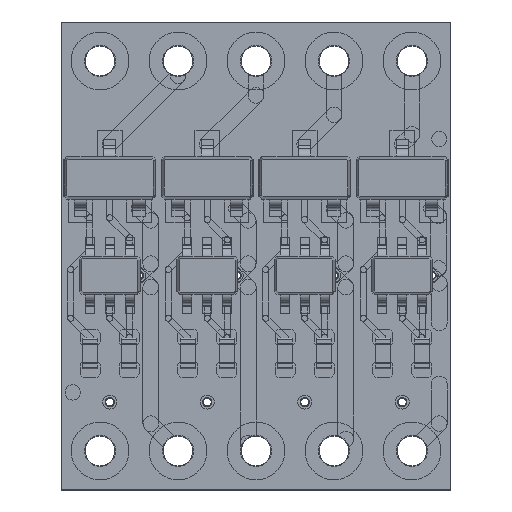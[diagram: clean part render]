
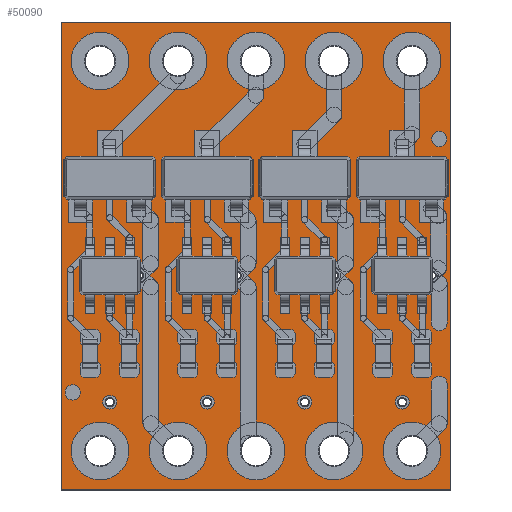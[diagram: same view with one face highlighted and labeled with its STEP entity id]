
A CAD part, top view. The second image highlights one B-rep face of the part: STEP entity #50090.
In plain terms, the highlighted planar face has unit normal (0, 0, 1).
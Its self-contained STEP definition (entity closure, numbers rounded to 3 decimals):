
#49736 = VERTEX_POINT('',#49737);
#49737 = CARTESIAN_POINT('',(12.7,0.,1.6));
#49743 = EDGE_CURVE('',#49736,#49744,#49746,.T.);
#49744 = VERTEX_POINT('',#49745);
#49745 = CARTESIAN_POINT('',(0.,0.,1.6));
#49746 = LINE('',#49747,#49748);
#49747 = CARTESIAN_POINT('',(12.7,0.,1.6));
#49748 = VECTOR('',#49749,1.);
#49749 = DIRECTION('',(-1.,0.,0.));
#49776 = VERTEX_POINT('',#49777);
#49777 = CARTESIAN_POINT('',(12.7,15.24,1.6));
#49783 = EDGE_CURVE('',#49776,#49736,#49784,.T.);
#49784 = LINE('',#49785,#49786);
#49785 = CARTESIAN_POINT('',(12.7,15.24,1.6));
#49786 = VECTOR('',#49787,1.);
#49787 = DIRECTION('',(0.,-1.,0.));
#49805 = EDGE_CURVE('',#49744,#49806,#49808,.T.);
#49806 = VERTEX_POINT('',#49807);
#49807 = CARTESIAN_POINT('',(0.,15.24,1.6));
#49808 = LINE('',#49809,#49810);
#49809 = CARTESIAN_POINT('',(0.,0.,1.6));
#49810 = VECTOR('',#49811,1.);
#49811 = DIRECTION('',(0.,1.,0.));
#50090 = ADVANCED_FACE('',(#50091,#50102,#50113,#50124,#50135,#50146,
    #50157,#50168,#50179,#50190,#50201,#50212,#50223,#50234,#50245,
    #50256,#50267,#50278,#50289,#50300,#50311,#50322,#50333),#50344,.F.
  );
#50091 = FACE_BOUND('',#50092,.F.);
#50092 = EDGE_LOOP('',(#50093,#50094,#50095,#50101));
#50093 = ORIENTED_EDGE('',*,*,#49743,.T.);
#50094 = ORIENTED_EDGE('',*,*,#49805,.T.);
#50095 = ORIENTED_EDGE('',*,*,#50096,.T.);
#50096 = EDGE_CURVE('',#49806,#49776,#50097,.T.);
#50097 = LINE('',#50098,#50099);
#50098 = CARTESIAN_POINT('',(0.,15.24,1.6));
#50099 = VECTOR('',#50100,1.);
#50100 = DIRECTION('',(1.,0.,0.));
#50101 = ORIENTED_EDGE('',*,*,#49783,.T.);
#50102 = FACE_BOUND('',#50103,.F.);
#50103 = EDGE_LOOP('',(#50104));
#50104 = ORIENTED_EDGE('',*,*,#50105,.F.);
#50105 = EDGE_CURVE('',#50106,#50106,#50108,.T.);
#50106 = VERTEX_POINT('',#50107);
#50107 = CARTESIAN_POINT('',(11.43,0.762,1.6));
#50108 = CIRCLE('',#50109,0.508);
#50109 = AXIS2_PLACEMENT_3D('',#50110,#50111,#50112);
#50110 = CARTESIAN_POINT('',(11.43,1.27,1.6));
#50111 = DIRECTION('',(-0.,0.,-1.));
#50112 = DIRECTION('',(-0.,-1.,0.));
#50113 = FACE_BOUND('',#50114,.F.);
#50114 = EDGE_LOOP('',(#50115));
#50115 = ORIENTED_EDGE('',*,*,#50116,.F.);
#50116 = EDGE_CURVE('',#50117,#50117,#50119,.T.);
#50117 = VERTEX_POINT('',#50118);
#50118 = CARTESIAN_POINT('',(11.113,2.708,1.6));
#50119 = CIRCLE('',#50120,0.15);
#50120 = AXIS2_PLACEMENT_3D('',#50121,#50122,#50123);
#50121 = CARTESIAN_POINT('',(11.113,2.858,1.6));
#50122 = DIRECTION('',(-0.,0.,-1.));
#50123 = DIRECTION('',(-0.,-1.,0.));
#50124 = FACE_BOUND('',#50125,.F.);
#50125 = EDGE_LOOP('',(#50126));
#50126 = ORIENTED_EDGE('',*,*,#50127,.F.);
#50127 = EDGE_CURVE('',#50128,#50128,#50130,.T.);
#50128 = VERTEX_POINT('',#50129);
#50129 = CARTESIAN_POINT('',(8.89,0.762,1.6));
#50130 = CIRCLE('',#50131,0.508);
#50131 = AXIS2_PLACEMENT_3D('',#50132,#50133,#50134);
#50132 = CARTESIAN_POINT('',(8.89,1.27,1.6));
#50133 = DIRECTION('',(-0.,0.,-1.));
#50134 = DIRECTION('',(-0.,-1.,0.));
#50135 = FACE_BOUND('',#50136,.F.);
#50136 = EDGE_LOOP('',(#50137));
#50137 = ORIENTED_EDGE('',*,*,#50138,.F.);
#50138 = EDGE_CURVE('',#50139,#50139,#50141,.T.);
#50139 = VERTEX_POINT('',#50140);
#50140 = CARTESIAN_POINT('',(7.938,2.708,1.6));
#50141 = CIRCLE('',#50142,0.15);
#50142 = AXIS2_PLACEMENT_3D('',#50143,#50144,#50145);
#50143 = CARTESIAN_POINT('',(7.938,2.858,1.6));
#50144 = DIRECTION('',(-0.,0.,-1.));
#50145 = DIRECTION('',(-0.,-1.,0.));
#50146 = FACE_BOUND('',#50147,.F.);
#50147 = EDGE_LOOP('',(#50148));
#50148 = ORIENTED_EDGE('',*,*,#50149,.F.);
#50149 = EDGE_CURVE('',#50150,#50150,#50152,.T.);
#50150 = VERTEX_POINT('',#50151);
#50151 = CARTESIAN_POINT('',(12.065,6.835,1.6));
#50152 = CIRCLE('',#50153,0.15);
#50153 = AXIS2_PLACEMENT_3D('',#50154,#50155,#50156);
#50154 = CARTESIAN_POINT('',(12.065,6.985,1.6));
#50155 = DIRECTION('',(-0.,0.,-1.));
#50156 = DIRECTION('',(-0.,-1.,0.));
#50157 = FACE_BOUND('',#50158,.F.);
#50158 = EDGE_LOOP('',(#50159));
#50159 = ORIENTED_EDGE('',*,*,#50160,.F.);
#50160 = EDGE_CURVE('',#50161,#50161,#50163,.T.);
#50161 = VERTEX_POINT('',#50162);
#50162 = CARTESIAN_POINT('',(10.478,6.835,1.6));
#50163 = CIRCLE('',#50164,0.15);
#50164 = AXIS2_PLACEMENT_3D('',#50165,#50166,#50167);
#50165 = CARTESIAN_POINT('',(10.478,6.985,1.6));
#50166 = DIRECTION('',(-0.,0.,-1.));
#50167 = DIRECTION('',(-0.,-1.,0.));
#50168 = FACE_BOUND('',#50169,.F.);
#50169 = EDGE_LOOP('',(#50170));
#50170 = ORIENTED_EDGE('',*,*,#50171,.F.);
#50171 = EDGE_CURVE('',#50172,#50172,#50174,.T.);
#50172 = VERTEX_POINT('',#50173);
#50173 = CARTESIAN_POINT('',(8.89,6.835,1.6));
#50174 = CIRCLE('',#50175,0.15);
#50175 = AXIS2_PLACEMENT_3D('',#50176,#50177,#50178);
#50176 = CARTESIAN_POINT('',(8.89,6.985,1.6));
#50177 = DIRECTION('',(-0.,0.,-1.));
#50178 = DIRECTION('',(-0.,-1.,0.));
#50179 = FACE_BOUND('',#50180,.F.);
#50180 = EDGE_LOOP('',(#50181));
#50181 = ORIENTED_EDGE('',*,*,#50182,.F.);
#50182 = EDGE_CURVE('',#50183,#50183,#50185,.T.);
#50183 = VERTEX_POINT('',#50184);
#50184 = CARTESIAN_POINT('',(7.303,6.835,1.6));
#50185 = CIRCLE('',#50186,0.15);
#50186 = AXIS2_PLACEMENT_3D('',#50187,#50188,#50189);
#50187 = CARTESIAN_POINT('',(7.303,6.985,1.6));
#50188 = DIRECTION('',(-0.,0.,-1.));
#50189 = DIRECTION('',(-0.,-1.,0.));
#50190 = FACE_BOUND('',#50191,.F.);
#50191 = EDGE_LOOP('',(#50192));
#50192 = ORIENTED_EDGE('',*,*,#50193,.F.);
#50193 = EDGE_CURVE('',#50194,#50194,#50196,.T.);
#50194 = VERTEX_POINT('',#50195);
#50195 = CARTESIAN_POINT('',(6.35,0.762,1.6));
#50196 = CIRCLE('',#50197,0.508);
#50197 = AXIS2_PLACEMENT_3D('',#50198,#50199,#50200);
#50198 = CARTESIAN_POINT('',(6.35,1.27,1.6));
#50199 = DIRECTION('',(-0.,0.,-1.));
#50200 = DIRECTION('',(-0.,-1.,0.));
#50201 = FACE_BOUND('',#50202,.F.);
#50202 = EDGE_LOOP('',(#50203));
#50203 = ORIENTED_EDGE('',*,*,#50204,.F.);
#50204 = EDGE_CURVE('',#50205,#50205,#50207,.T.);
#50205 = VERTEX_POINT('',#50206);
#50206 = CARTESIAN_POINT('',(3.81,0.762,1.6));
#50207 = CIRCLE('',#50208,0.508);
#50208 = AXIS2_PLACEMENT_3D('',#50209,#50210,#50211);
#50209 = CARTESIAN_POINT('',(3.81,1.27,1.6));
#50210 = DIRECTION('',(-0.,0.,-1.));
#50211 = DIRECTION('',(0.,-1.,-0.));
#50212 = FACE_BOUND('',#50213,.F.);
#50213 = EDGE_LOOP('',(#50214));
#50214 = ORIENTED_EDGE('',*,*,#50215,.F.);
#50215 = EDGE_CURVE('',#50216,#50216,#50218,.T.);
#50216 = VERTEX_POINT('',#50217);
#50217 = CARTESIAN_POINT('',(4.763,2.708,1.6));
#50218 = CIRCLE('',#50219,0.15);
#50219 = AXIS2_PLACEMENT_3D('',#50220,#50221,#50222);
#50220 = CARTESIAN_POINT('',(4.763,2.858,1.6));
#50221 = DIRECTION('',(-0.,0.,-1.));
#50222 = DIRECTION('',(0.,-1.,-0.));
#50223 = FACE_BOUND('',#50224,.F.);
#50224 = EDGE_LOOP('',(#50225));
#50225 = ORIENTED_EDGE('',*,*,#50226,.F.);
#50226 = EDGE_CURVE('',#50227,#50227,#50229,.T.);
#50227 = VERTEX_POINT('',#50228);
#50228 = CARTESIAN_POINT('',(1.27,0.762,1.6));
#50229 = CIRCLE('',#50230,0.508);
#50230 = AXIS2_PLACEMENT_3D('',#50231,#50232,#50233);
#50231 = CARTESIAN_POINT('',(1.27,1.27,1.6));
#50232 = DIRECTION('',(-0.,0.,-1.));
#50233 = DIRECTION('',(-0.,-1.,0.));
#50234 = FACE_BOUND('',#50235,.F.);
#50235 = EDGE_LOOP('',(#50236));
#50236 = ORIENTED_EDGE('',*,*,#50237,.F.);
#50237 = EDGE_CURVE('',#50238,#50238,#50240,.T.);
#50238 = VERTEX_POINT('',#50239);
#50239 = CARTESIAN_POINT('',(1.588,2.708,1.6));
#50240 = CIRCLE('',#50241,0.15);
#50241 = AXIS2_PLACEMENT_3D('',#50242,#50243,#50244);
#50242 = CARTESIAN_POINT('',(1.588,2.858,1.6));
#50243 = DIRECTION('',(-0.,0.,-1.));
#50244 = DIRECTION('',(-0.,-1.,0.));
#50245 = FACE_BOUND('',#50246,.F.);
#50246 = EDGE_LOOP('',(#50247));
#50247 = ORIENTED_EDGE('',*,*,#50248,.F.);
#50248 = EDGE_CURVE('',#50249,#50249,#50251,.T.);
#50249 = VERTEX_POINT('',#50250);
#50250 = CARTESIAN_POINT('',(5.715,6.835,1.6));
#50251 = CIRCLE('',#50252,0.15);
#50252 = AXIS2_PLACEMENT_3D('',#50253,#50254,#50255);
#50253 = CARTESIAN_POINT('',(5.715,6.985,1.6));
#50254 = DIRECTION('',(-0.,0.,-1.));
#50255 = DIRECTION('',(-0.,-1.,0.));
#50256 = FACE_BOUND('',#50257,.F.);
#50257 = EDGE_LOOP('',(#50258));
#50258 = ORIENTED_EDGE('',*,*,#50259,.F.);
#50259 = EDGE_CURVE('',#50260,#50260,#50262,.T.);
#50260 = VERTEX_POINT('',#50261);
#50261 = CARTESIAN_POINT('',(4.128,6.835,1.6));
#50262 = CIRCLE('',#50263,0.15);
#50263 = AXIS2_PLACEMENT_3D('',#50264,#50265,#50266);
#50264 = CARTESIAN_POINT('',(4.128,6.985,1.6));
#50265 = DIRECTION('',(-0.,0.,-1.));
#50266 = DIRECTION('',(0.,-1.,-0.));
#50267 = FACE_BOUND('',#50268,.F.);
#50268 = EDGE_LOOP('',(#50269));
#50269 = ORIENTED_EDGE('',*,*,#50270,.F.);
#50270 = EDGE_CURVE('',#50271,#50271,#50273,.T.);
#50271 = VERTEX_POINT('',#50272);
#50272 = CARTESIAN_POINT('',(2.54,6.835,1.6));
#50273 = CIRCLE('',#50274,0.15);
#50274 = AXIS2_PLACEMENT_3D('',#50275,#50276,#50277);
#50275 = CARTESIAN_POINT('',(2.54,6.985,1.6));
#50276 = DIRECTION('',(-0.,0.,-1.));
#50277 = DIRECTION('',(-0.,-1.,0.));
#50278 = FACE_BOUND('',#50279,.F.);
#50279 = EDGE_LOOP('',(#50280));
#50280 = ORIENTED_EDGE('',*,*,#50281,.F.);
#50281 = EDGE_CURVE('',#50282,#50282,#50284,.T.);
#50282 = VERTEX_POINT('',#50283);
#50283 = CARTESIAN_POINT('',(0.953,6.835,1.6));
#50284 = CIRCLE('',#50285,0.15);
#50285 = AXIS2_PLACEMENT_3D('',#50286,#50287,#50288);
#50286 = CARTESIAN_POINT('',(0.953,6.985,1.6));
#50287 = DIRECTION('',(-0.,0.,-1.));
#50288 = DIRECTION('',(-0.,-1.,0.));
#50289 = FACE_BOUND('',#50290,.F.);
#50290 = EDGE_LOOP('',(#50291));
#50291 = ORIENTED_EDGE('',*,*,#50292,.F.);
#50292 = EDGE_CURVE('',#50293,#50293,#50295,.T.);
#50293 = VERTEX_POINT('',#50294);
#50294 = CARTESIAN_POINT('',(11.43,13.462,1.6));
#50295 = CIRCLE('',#50296,0.508);
#50296 = AXIS2_PLACEMENT_3D('',#50297,#50298,#50299);
#50297 = CARTESIAN_POINT('',(11.43,13.97,1.6));
#50298 = DIRECTION('',(-0.,0.,-1.));
#50299 = DIRECTION('',(-0.,-1.,0.));
#50300 = FACE_BOUND('',#50301,.F.);
#50301 = EDGE_LOOP('',(#50302));
#50302 = ORIENTED_EDGE('',*,*,#50303,.F.);
#50303 = EDGE_CURVE('',#50304,#50304,#50306,.T.);
#50304 = VERTEX_POINT('',#50305);
#50305 = CARTESIAN_POINT('',(8.89,13.462,1.6));
#50306 = CIRCLE('',#50307,0.508);
#50307 = AXIS2_PLACEMENT_3D('',#50308,#50309,#50310);
#50308 = CARTESIAN_POINT('',(8.89,13.97,1.6));
#50309 = DIRECTION('',(-0.,0.,-1.));
#50310 = DIRECTION('',(-0.,-1.,0.));
#50311 = FACE_BOUND('',#50312,.F.);
#50312 = EDGE_LOOP('',(#50313));
#50313 = ORIENTED_EDGE('',*,*,#50314,.F.);
#50314 = EDGE_CURVE('',#50315,#50315,#50317,.T.);
#50315 = VERTEX_POINT('',#50316);
#50316 = CARTESIAN_POINT('',(6.35,13.462,1.6));
#50317 = CIRCLE('',#50318,0.508);
#50318 = AXIS2_PLACEMENT_3D('',#50319,#50320,#50321);
#50319 = CARTESIAN_POINT('',(6.35,13.97,1.6));
#50320 = DIRECTION('',(-0.,0.,-1.));
#50321 = DIRECTION('',(-0.,-1.,0.));
#50322 = FACE_BOUND('',#50323,.F.);
#50323 = EDGE_LOOP('',(#50324));
#50324 = ORIENTED_EDGE('',*,*,#50325,.F.);
#50325 = EDGE_CURVE('',#50326,#50326,#50328,.T.);
#50326 = VERTEX_POINT('',#50327);
#50327 = CARTESIAN_POINT('',(3.81,13.462,1.6));
#50328 = CIRCLE('',#50329,0.508);
#50329 = AXIS2_PLACEMENT_3D('',#50330,#50331,#50332);
#50330 = CARTESIAN_POINT('',(3.81,13.97,1.6));
#50331 = DIRECTION('',(-0.,0.,-1.));
#50332 = DIRECTION('',(0.,-1.,-0.));
#50333 = FACE_BOUND('',#50334,.F.);
#50334 = EDGE_LOOP('',(#50335));
#50335 = ORIENTED_EDGE('',*,*,#50336,.F.);
#50336 = EDGE_CURVE('',#50337,#50337,#50339,.T.);
#50337 = VERTEX_POINT('',#50338);
#50338 = CARTESIAN_POINT('',(1.27,13.462,1.6));
#50339 = CIRCLE('',#50340,0.508);
#50340 = AXIS2_PLACEMENT_3D('',#50341,#50342,#50343);
#50341 = CARTESIAN_POINT('',(1.27,13.97,1.6));
#50342 = DIRECTION('',(-0.,0.,-1.));
#50343 = DIRECTION('',(-0.,-1.,0.));
#50344 = PLANE('',#50345);
#50345 = AXIS2_PLACEMENT_3D('',#50346,#50347,#50348);
#50346 = CARTESIAN_POINT('',(6.35,7.62,1.6));
#50347 = DIRECTION('',(-0.,-0.,-1.));
#50348 = DIRECTION('',(-1.,0.,0.));
